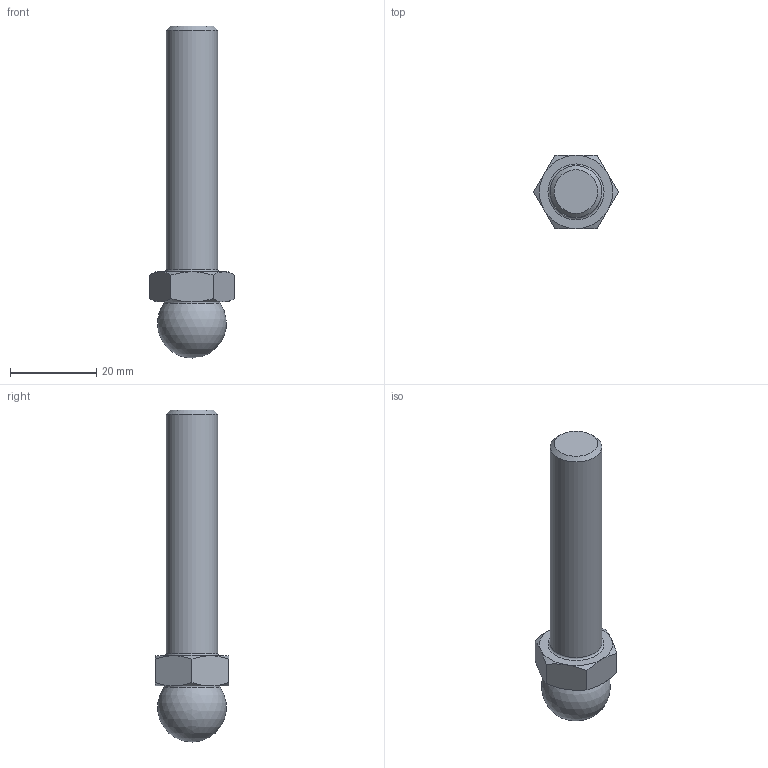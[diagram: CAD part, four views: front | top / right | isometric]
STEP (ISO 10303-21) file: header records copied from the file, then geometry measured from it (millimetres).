
FILE_DESCRIPTION(/* description */ ('SPINDLE. GALVANIZED STEEL'),/* implementation_level */ '2;1');
FILE_NAME(/* name */ '3842537222.stp',/* time_stamp */ '2026-03-17T09:38:56+01:00',/* author */ ('andreas.svensson'),/* organization */ (''),/* preprocessor_version */ 'ST-DEVELOPER v20.1',/* originating_system */ 'Autodesk Inventor 2026',/* authorisation */ '');
FILE_SCHEMA (('AUTOMOTIVE_DESIGN { 1 0 10303 214 3 1 1 }'));
Length unit declared in the file: millimetre
Products named in the file (1): 3842537222
Bounding box: 19.63 x 17 x 77 mm (x, y, z)
Volume: 9870.2 mm3; surface area: 3776.7 mm2
Topology: 1 solids, 2 shells, 29 faces, 61 edges, 36 vertices
Faces by surface type: cone 13, plane 10, cylinder 3, sphere 2, torus 1
Full cylindrical faces by diameter (mm): 8.376 x1, 12 x1, 13 x1
Entity records: 784 total; most frequent: CARTESIAN_POINT 173, DIRECTION 120, ORIENTED_EDGE 118, EDGE_CURVE 59, AXIS2_PLACEMENT_3D 55, VERTEX_POINT 36, EDGE_LOOP 31, FACE_OUTER_BOUND 29
